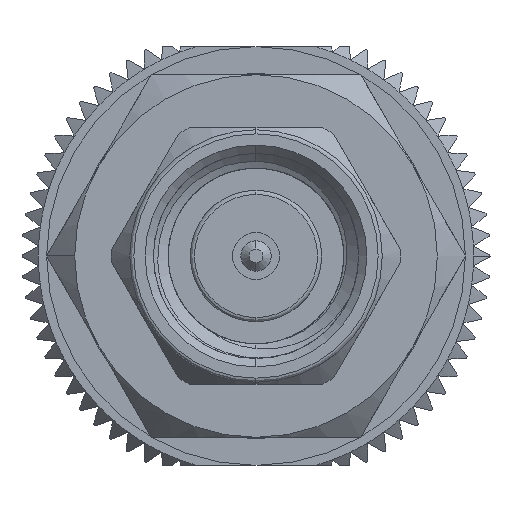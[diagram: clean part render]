
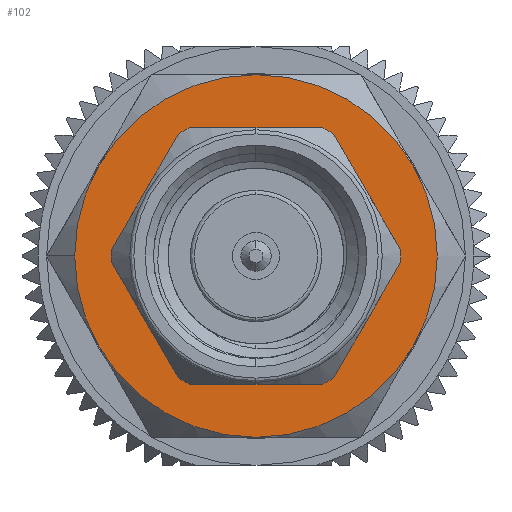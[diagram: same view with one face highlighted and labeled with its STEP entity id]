
A CAD part, left-side view. The second image highlights one B-rep face of the part: STEP entity #102.
In plain terms, the highlighted planar face has unit normal (-1, 0, 0).
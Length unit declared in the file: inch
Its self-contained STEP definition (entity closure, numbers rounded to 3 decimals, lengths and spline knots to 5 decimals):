
#102 = ADVANCED_FACE ( 'NONE', ( #7077 ), #4138, .F. ) ;
#260 = DIRECTION ( 'NONE',  ( 1., 0., 0. ) ) ;
#282 = CARTESIAN_POINT ( 'NONE',  ( 0., 0.22084, 0. ) ) ;
#360 = CARTESIAN_POINT ( 'NONE',  ( 0., 0., 0. ) ) ;
#467 = DIRECTION ( 'NONE',  ( 0., 0., -1. ) ) ;
#669 = ORIENTED_EDGE ( 'NONE', *, *, #11646, .F. ) ;
#844 = DIRECTION ( 'NONE',  ( 1., 0., 0. ) ) ;
#1109 = DIRECTION ( 'NONE',  ( 1., 0., 0. ) ) ;
#1310 = CARTESIAN_POINT ( 'NONE',  ( 0., 0., 0. ) ) ;
#1840 = AXIS2_PLACEMENT_3D ( 'NONE', #8570, #1109, #6238 ) ;
#2120 = VERTEX_POINT ( 'NONE', #15326 ) ;
#2366 = DIRECTION ( 'NONE',  ( 1., 0., 0. ) ) ;
#2432 = AXIS2_PLACEMENT_3D ( 'NONE', #4254, #15438, #467 ) ;
#2674 = VERTEX_POINT ( 'NONE', #282 ) ;
#2769 = DIRECTION ( 'NONE',  ( 0., 0., -1. ) ) ;
#2889 = EDGE_CURVE ( 'NONE', #2994, #2674, #8922, .T. ) ;
#2994 = VERTEX_POINT ( 'NONE', #13461 ) ;
#3243 = AXIS2_PLACEMENT_3D ( 'NONE', #15869, #844, #3466 ) ;
#3291 = CARTESIAN_POINT ( 'NONE',  ( 0., 0.11042, 0.19125 ) ) ;
#3466 = DIRECTION ( 'NONE',  ( 0., 0., -1. ) ) ;
#3503 = CIRCLE ( 'NONE', #9067, 0.22084 ) ;
#3735 = CARTESIAN_POINT ( 'NONE',  ( 0., 0., 0. ) ) ;
#4138 = PLANE ( 'NONE',  #11496 ) ;
#4254 = CARTESIAN_POINT ( 'NONE',  ( 0., 0., 0. ) ) ;
#4400 = ORIENTED_EDGE ( 'NONE', *, *, #7624, .F. ) ;
#4480 = VERTEX_POINT ( 'NONE', #3291 ) ;
#4978 = AXIS2_PLACEMENT_3D ( 'NONE', #7037, #12071, #5911 ) ;
#5911 = DIRECTION ( 'NONE',  ( 0., 0., 1. ) ) ;
#5989 = CARTESIAN_POINT ( 'NONE',  ( 0., 0., 0.22084 ) ) ;
#6238 = DIRECTION ( 'NONE',  ( 0., 0., -1. ) ) ;
#6610 = DIRECTION ( 'NONE',  ( 0., 0., -1. ) ) ;
#7037 = CARTESIAN_POINT ( 'NONE',  ( 0., 0., 0. ) ) ;
#7077 = FACE_OUTER_BOUND ( 'NONE', #12061, .T. ) ;
#7527 = VERTEX_POINT ( 'NONE', #5989 ) ;
#7624 = EDGE_CURVE ( 'NONE', #13120, #2994, #13454, .T. ) ;
#7686 = AXIS2_PLACEMENT_3D ( 'NONE', #360, #260, #14151 ) ;
#7837 = EDGE_CURVE ( 'NONE', #4480, #7527, #10859, .T. ) ;
#8063 = CIRCLE ( 'NONE', #14874, 0.22084 ) ;
#8065 = EDGE_CURVE ( 'NONE', #4480, #2674, #11368, .T. ) ;
#8308 = CARTESIAN_POINT ( 'NONE',  ( 0., -0.22084, 0. ) ) ;
#8570 = CARTESIAN_POINT ( 'NONE',  ( 0., 0., 0. ) ) ;
#8771 = EDGE_CURVE ( 'NONE', #2120, #9622, #8063, .T. ) ;
#8922 = CIRCLE ( 'NONE', #3243, 0.22084 ) ;
#9067 = AXIS2_PLACEMENT_3D ( 'NONE', #1310, #2366, #9915 ) ;
#9622 = VERTEX_POINT ( 'NONE', #8308 ) ;
#9915 = DIRECTION ( 'NONE',  ( 0., 0., -1. ) ) ;
#10042 = ORIENTED_EDGE ( 'NONE', *, *, #7837, .F. ) ;
#10044 = DIRECTION ( 'NONE',  ( 1., 0., 0. ) ) ;
#10859 = CIRCLE ( 'NONE', #7686, 0.22084 ) ;
#11287 = EDGE_CURVE ( 'NONE', #7527, #2120, #3503, .T. ) ;
#11368 = CIRCLE ( 'NONE', #4978, 0.22084 ) ;
#11449 = CARTESIAN_POINT ( 'NONE',  ( 0., -0.11042, -0.19125 ) ) ;
#11496 = AXIS2_PLACEMENT_3D ( 'NONE', #11508, #11674, #6610 ) ;
#11508 = CARTESIAN_POINT ( 'NONE',  ( 0., 0., 0. ) ) ;
#11646 = EDGE_CURVE ( 'NONE', #9622, #13120, #11848, .T. ) ;
#11674 = DIRECTION ( 'NONE',  ( 1., 0., 0. ) ) ;
#11741 = ORIENTED_EDGE ( 'NONE', *, *, #8771, .F. ) ;
#11848 = CIRCLE ( 'NONE', #2432, 0.22084 ) ;
#12061 = EDGE_LOOP ( 'NONE', ( #15249, #4400, #669, #11741, #13101, #10042, #15683 ) ) ;
#12071 = DIRECTION ( 'NONE',  ( -1., 0., 0. ) ) ;
#13101 = ORIENTED_EDGE ( 'NONE', *, *, #11287, .F. ) ;
#13120 = VERTEX_POINT ( 'NONE', #11449 ) ;
#13454 = CIRCLE ( 'NONE', #1840, 0.22084 ) ;
#13461 = CARTESIAN_POINT ( 'NONE',  ( 0., 0.11042, -0.19125 ) ) ;
#14151 = DIRECTION ( 'NONE',  ( 0., 0., -1. ) ) ;
#14874 = AXIS2_PLACEMENT_3D ( 'NONE', #3735, #10044, #2769 ) ;
#15249 = ORIENTED_EDGE ( 'NONE', *, *, #2889, .F. ) ;
#15326 = CARTESIAN_POINT ( 'NONE',  ( 0., -0.11042, 0.19125 ) ) ;
#15438 = DIRECTION ( 'NONE',  ( 1., 0., 0. ) ) ;
#15683 = ORIENTED_EDGE ( 'NONE', *, *, #8065, .T. ) ;
#15869 = CARTESIAN_POINT ( 'NONE',  ( 0., 0., 0. ) ) ;
